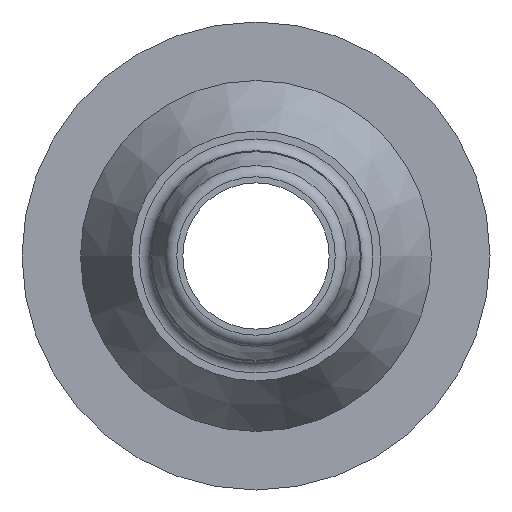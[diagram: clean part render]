
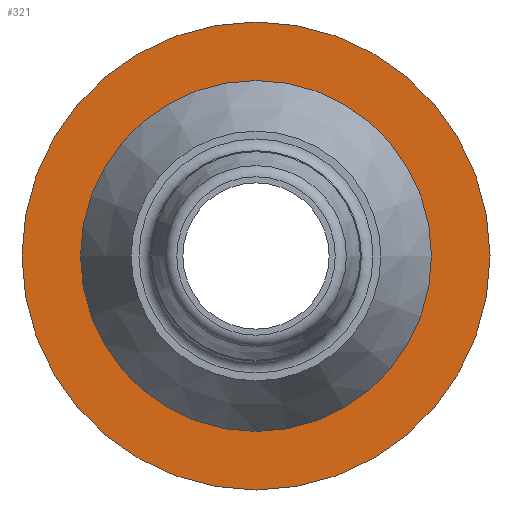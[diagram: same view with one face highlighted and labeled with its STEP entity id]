
A CAD part, front view. The second image highlights one B-rep face of the part: STEP entity #321.
In plain terms, the highlighted planar face has unit normal (0, -1, 0).
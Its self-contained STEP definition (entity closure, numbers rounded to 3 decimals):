
#34=PLANE('',#366);
#43=ORIENTED_EDGE('',*,*,#103,.T.);
#44=ORIENTED_EDGE('',*,*,#101,.F.);
#101=EDGE_CURVE('',#131,#131,#161,.T.);
#103=EDGE_CURVE('',#133,#133,#163,.T.);
#131=VERTEX_POINT('',#548);
#133=VERTEX_POINT('',#553);
#161=CIRCLE('',#364,4.);
#163=CIRCLE('',#367,2.75);
#193=EDGE_LOOP('',(#43));
#194=EDGE_LOOP('',(#44));
#253=FACE_BOUND('',#193,.T.);
#254=FACE_BOUND('',#194,.T.);
#321=ADVANCED_FACE('',(#253,#254),#34,.T.);
#364=AXIS2_PLACEMENT_3D('',#547,#427,#428);
#366=AXIS2_PLACEMENT_3D('',#551,#431,#432);
#367=AXIS2_PLACEMENT_3D('',#552,#433,#434);
#427=DIRECTION('',(0.,1.,0.));
#428=DIRECTION('',(-1.,0.,0.));
#431=DIRECTION('',(0.,-1.,0.));
#432=DIRECTION('',(1.,0.,0.));
#433=DIRECTION('',(0.,1.,0.));
#434=DIRECTION('',(-1.,0.,0.));
#547=CARTESIAN_POINT('',(0.,14.2,0.));
#548=CARTESIAN_POINT('',(-4.,14.2,0.));
#551=CARTESIAN_POINT('',(-4.,14.2,0.));
#552=CARTESIAN_POINT('',(0.,14.2,0.));
#553=CARTESIAN_POINT('',(-2.75,14.2,0.));
